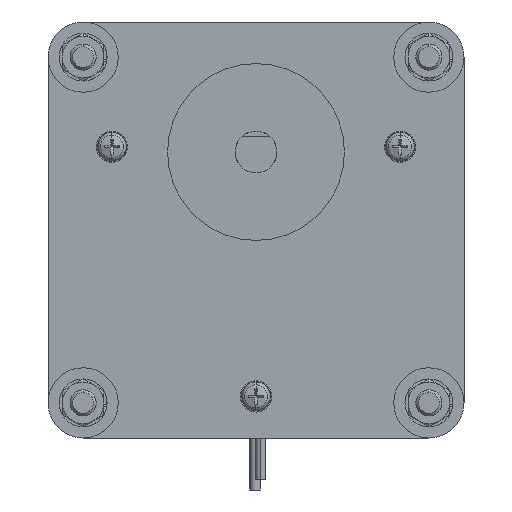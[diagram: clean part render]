
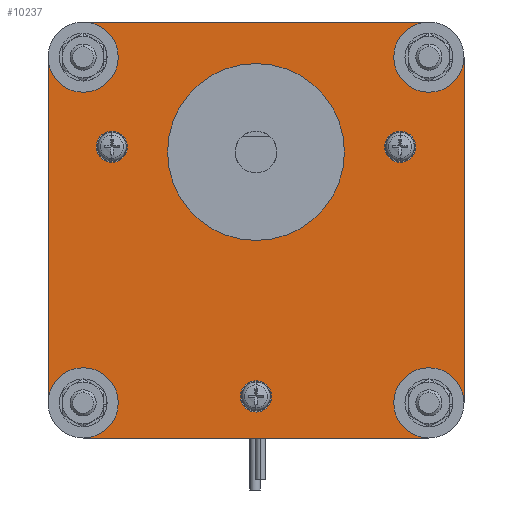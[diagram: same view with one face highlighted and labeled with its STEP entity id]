
A CAD part, left-side view. The second image highlights one B-rep face of the part: STEP entity #10237.
In plain terms, the highlighted planar face has unit normal (-1, 0, 0).
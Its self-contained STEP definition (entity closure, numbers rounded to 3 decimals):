
#9756=CARTESIAN_POINT('POINT11863',(0.5,
   25.115,-0.5));
#9757=VERTEX_POINT('VERTEX11863',#9756);
#9764=CARTESIAN_POINT('POINT11864',(0.5,
   30.311,2.5));
#9765=VERTEX_POINT('VERTEX11864',#9764);
#9766=CARTESIAN_POINT('POS16381',(0.5,
   27.713,1.));
#9767=DIRECTION('DIR25420',(1.,0.,
   0.));
#9768=DIRECTION('DIR25421',(0.,-0.866
   ,-0.5));
#9769=AXIS2_PLACEMENT_3D('AXIS9040',#9766,#9767,#9768);
#9770=CIRCLE('ELLIPSE4385',#9769,3.);
#9771=EDGE_CURVE('EDGE19452',#9765,#9757,#9770,.T.);
#9791=EDGE_CURVE('EDGE19454',#9757,#9765,#9770,.T.);
#9796=CARTESIAN_POINT('POINT11865',(0.5,
   -25.115,-0.5));
#9797=VERTEX_POINT('VERTEX11865',#9796);
#9804=CARTESIAN_POINT('POINT11866',(0.5,
   -30.311,2.5));
#9805=VERTEX_POINT('VERTEX11866',#9804);
#9806=CARTESIAN_POINT('POS16385',(0.5,
   -27.713,1.));
#9807=DIRECTION('DIR25426',(1.,0.,
   0.));
#9808=DIRECTION('DIR25427',(0.,0.866,
   -0.5));
#9809=AXIS2_PLACEMENT_3D('AXIS9042',#9806,#9807,#9808);
#9810=CIRCLE('ELLIPSE4386',#9809,3.);
#9811=EDGE_CURVE('EDGE19456',#9805,#9797,#9810,.T.);
#9831=EDGE_CURVE('EDGE19458',#9797,#9805,#9810,.T.);
#9836=CARTESIAN_POINT('POINT11867',(0.5,0.,
   -44.));
#9837=VERTEX_POINT('VERTEX11867',#9836);
#9844=CARTESIAN_POINT('POINT11868',(0.5,
   0.,-50.));
#9845=VERTEX_POINT('VERTEX11868',#9844);
#9846=CARTESIAN_POINT('POS16389',(0.5,0.,
   -47.));
#9847=DIRECTION('DIR25432',(1.,0.,0.));
#9848=DIRECTION('DIR25433',(0.,0.,1.));
#9849=AXIS2_PLACEMENT_3D('AXIS9044',#9846,#9847,#9848);
#9850=CIRCLE('ELLIPSE4387',#9849,3.);
#9851=EDGE_CURVE('EDGE19460',#9845,#9837,#9850,.T.);
#9871=EDGE_CURVE('EDGE19462',#9837,#9845,#9850,.T.);
#9877=CARTESIAN_POINT('POINT11869',(0.5,40.,
   -48.25));
#9878=VERTEX_POINT('VERTEX11869',#9877);
#9885=CARTESIAN_POINT('POINT11870',(0.5,40.,
   18.25));
#9886=VERTEX_POINT('VERTEX11870',#9885);
#9887=CARTESIAN_POINT('POS16393',(0.5,40.,
   18.25));
#9888=DIRECTION('DIR25438',(0.,0.,-1.));
#9889=VECTOR('VEC7348',#9888,1.);
#9890=LINE('STRAIGHT7348',#9887,#9889);
#9891=EDGE_CURVE('EDGE19464',#9886,#9878,#9890,.T.);
#9907=CARTESIAN_POINT('POINT11871',(0.5,33.25,
   25.));
#9908=VERTEX_POINT('VERTEX11871',#9907);
#9923=CARTESIAN_POINT('POINT11872',(0.5,33.25,
   11.5));
#9924=VERTEX_POINT('VERTEX11872',#9923);
#9925=CARTESIAN_POINT('POS16398',(0.5,33.25,
   18.25));
#9926=DIRECTION('DIR25444',(1.,0.,0.));
#9927=DIRECTION('DIR25445',(0.,0.,-1.));
#9928=AXIS2_PLACEMENT_3D('AXIS9047',#9925,#9926,#9927);
#9929=CIRCLE('ELLIPSE4388',#9928,6.75);
#9930=EDGE_CURVE('EDGE19468',#9924,#9886,#9929,.T.);
#9950=EDGE_CURVE('EDGE19470',#9908,#9924,#9929,.T.);
#9957=CARTESIAN_POINT('POINT11873',(0.5,-33.25,
   25.));
#9958=VERTEX_POINT('VERTEX11873',#9957);
#9959=CARTESIAN_POINT('POS16401',(0.5,-33.25,
   25.));
#9960=DIRECTION('DIR25449',(0.,1.,0.));
#9961=VECTOR('VEC7353',#9960,1.);
#9962=LINE('STRAIGHT7353',#9959,#9961);
#9963=EDGE_CURVE('EDGE19471',#9958,#9908,#9962,.T.);
#9979=CARTESIAN_POINT('POINT11874',(0.5,-40.,
   18.25));
#9980=VERTEX_POINT('VERTEX11874',#9979);
#9995=CARTESIAN_POINT('POINT11875',(0.5,-26.5,
   18.25));
#9996=VERTEX_POINT('VERTEX11875',#9995);
#9997=CARTESIAN_POINT('POS16406',(0.5,-33.25,
   18.25));
#9998=DIRECTION('DIR25455',(1.,0.,0.));
#9999=DIRECTION('DIR25456',(0.,0.,-1.));
#10000=AXIS2_PLACEMENT_3D('AXIS9050',#9997,#9998,#9999);
#10001=CIRCLE('ELLIPSE4389',#10000,6.75);
#10002=EDGE_CURVE('EDGE19475',#9996,#9958,#10001,.T.);
#10023=EDGE_CURVE('EDGE19477',#9980,#9996,#10001,.T.);
#10030=CARTESIAN_POINT('POINT11876',(0.5,-40.,
   -48.25));
#10031=VERTEX_POINT('VERTEX11876',#10030);
#10032=CARTESIAN_POINT('POS16409',(0.5,-40.,-15.));
#10033=DIRECTION('DIR25460',(0.,0.,1.));
#10034=VECTOR('VEC7358',#10033,1.);
#10035=LINE('STRAIGHT7358',#10032,#10034);
#10036=EDGE_CURVE('EDGE19478',#10031,#9980,#10035,.T.);
#10052=CARTESIAN_POINT('POINT11877',(0.5,-33.25,
   -55.));
#10053=VERTEX_POINT('VERTEX11877',#10052);
#10068=CARTESIAN_POINT('POINT11878',(0.5,-33.25,
   -41.5));
#10069=VERTEX_POINT('VERTEX11878',#10068);
#10070=CARTESIAN_POINT('POS16414',(0.5,-33.25,
   -48.25));
#10071=DIRECTION('DIR25466',(1.,0.,0.));
#10072=DIRECTION('DIR25467',(0.,0.,-1.));
#10073=AXIS2_PLACEMENT_3D('AXIS9053',#10070,#10071,#10072);
#10074=CIRCLE('ELLIPSE4390',#10073,6.75);
#10075=EDGE_CURVE('EDGE19482',#10069,#10031,#10074,.T.);
#10095=EDGE_CURVE('EDGE19484',#10053,#10069,#10074,.T.);
#10102=CARTESIAN_POINT('POINT11879',(0.5,33.25,
   -55.));
#10103=VERTEX_POINT('VERTEX11879',#10102);
#10104=CARTESIAN_POINT('POS16417',(0.5,33.25,
   -55.));
#10105=DIRECTION('DIR25471',(0.,-1.,0.));
#10106=VECTOR('VEC7363',#10105,1.);
#10107=LINE('STRAIGHT7363',#10104,#10106);
#10108=EDGE_CURVE('EDGE19485',#10103,#10053,#10107,.T.);
#10133=CARTESIAN_POINT('POINT11880',(0.5,26.5,
   -48.25));
#10134=VERTEX_POINT('VERTEX11880',#10133);
#10135=CARTESIAN_POINT('POS16421',(0.5,33.25,
   -48.25));
#10136=DIRECTION('DIR25476',(1.,0.,0.));
#10137=DIRECTION('DIR25477',(0.,0.,-1.));
#10138=AXIS2_PLACEMENT_3D('AXIS9056',#10135,#10136,#10137);
#10139=CIRCLE('ELLIPSE4391',#10138,6.75);
#10140=EDGE_CURVE('EDGE19488',#10134,#10103,#10139,.T.);
#10161=EDGE_CURVE('EDGE19490',#9878,#10134,#10139,.T.);
#10191=ORIENTED_EDGE('COEDGE39085',*,*,#10161,.T.);
#10192=ORIENTED_EDGE('COEDGE39086',*,*,#10140,.T.);
#10193=ORIENTED_EDGE('COEDGE39087',*,*,#10108,.T.);
#10194=ORIENTED_EDGE('COEDGE39088',*,*,#10095,.T.);
#10195=ORIENTED_EDGE('COEDGE39089',*,*,#10075,.T.);
#10196=ORIENTED_EDGE('COEDGE39090',*,*,#10036,.T.);
#10197=ORIENTED_EDGE('COEDGE39091',*,*,#10023,.T.);
#10198=ORIENTED_EDGE('COEDGE39092',*,*,#10002,.T.);
#10199=ORIENTED_EDGE('COEDGE39093',*,*,#9963,.T.);
#10200=ORIENTED_EDGE('COEDGE39094',*,*,#9950,.T.);
#10201=ORIENTED_EDGE('COEDGE39095',*,*,#9930,.T.);
#10202=ORIENTED_EDGE('COEDGE39096',*,*,#9891,.T.);
#10203=EDGE_LOOP('NONE',(#10191,#10192,#10193,#10194,#10195,#10196,
   #10197,#10198,#10199,#10200,#10201,#10202));
#10204=FACE_BOUND('LOOP1',#10203,.T.);
#10205=ORIENTED_EDGE('COEDGE39097',*,*,#9871,.T.);
#10206=ORIENTED_EDGE('COEDGE39098',*,*,#9851,.T.);
#10207=EDGE_LOOP('NONE',(#10205,#10206));
#10208=FACE_BOUND('LOOP1',#10207,.T.);
#10209=ORIENTED_EDGE('COEDGE39099',*,*,#9831,.T.);
#10210=ORIENTED_EDGE('COEDGE39100',*,*,#9811,.T.);
#10211=EDGE_LOOP('NONE',(#10209,#10210));
#10212=FACE_BOUND('LOOP1',#10211,.T.);
#10213=ORIENTED_EDGE('COEDGE39101',*,*,#9791,.T.);
#10214=ORIENTED_EDGE('COEDGE39102',*,*,#9771,.T.);
#10215=EDGE_LOOP('NONE',(#10213,#10214));
#10216=FACE_BOUND('LOOP1',#10215,.T.);
#10217=CARTESIAN_POINT('POINT11883',(0.5,0.,
   -17.));
#10218=VERTEX_POINT('VERTEX11883',#10217);
#10219=CARTESIAN_POINT('POINT11884',(0.5,
   0.,17.));
#10220=VERTEX_POINT('VERTEX11884',#10219);
#10221=CARTESIAN_POINT('POS16426',(0.5,0.,
   0.));
#10222=DIRECTION('DIR25485',(-1.,0.,0.))
   ;
#10223=DIRECTION('DIR25486',(0.,0.,1.));
#10224=AXIS2_PLACEMENT_3D('AXIS9060',#10221,#10222,#10223);
#10225=CIRCLE('ELLIPSE4393',#10224,17.);
#10226=EDGE_CURVE('EDGE19493',#10218,#10220,#10225,.T.);
#10227=ORIENTED_EDGE('COEDGE39103',*,*,#10226,.F.);
#10228=EDGE_CURVE('EDGE19494',#10220,#10218,#10225,.T.);
#10229=ORIENTED_EDGE('COEDGE39104',*,*,#10228,.F.);
#10230=EDGE_LOOP('NONE',(#10227,#10229));
#10231=FACE_BOUND('LOOP1',#10230,.T.);
#10232=CARTESIAN_POINT('POS16427',(0.5,0.,
   -15.));
#10233=DIRECTION('DIR25487',(1.,0.,0.));
#10234=DIRECTION('DIR25488',(0.,1.,0.));
#10235=AXIS2_PLACEMENT_3D('AXIS9061',#10232,#10233,#10234);
#10236=PLANE('PLANE2756',#10235);
#10237=ADVANCED_FACE('FACE8472',(#10204,#10208,#10212,#10216,#10231),
   #10236,.F.);
